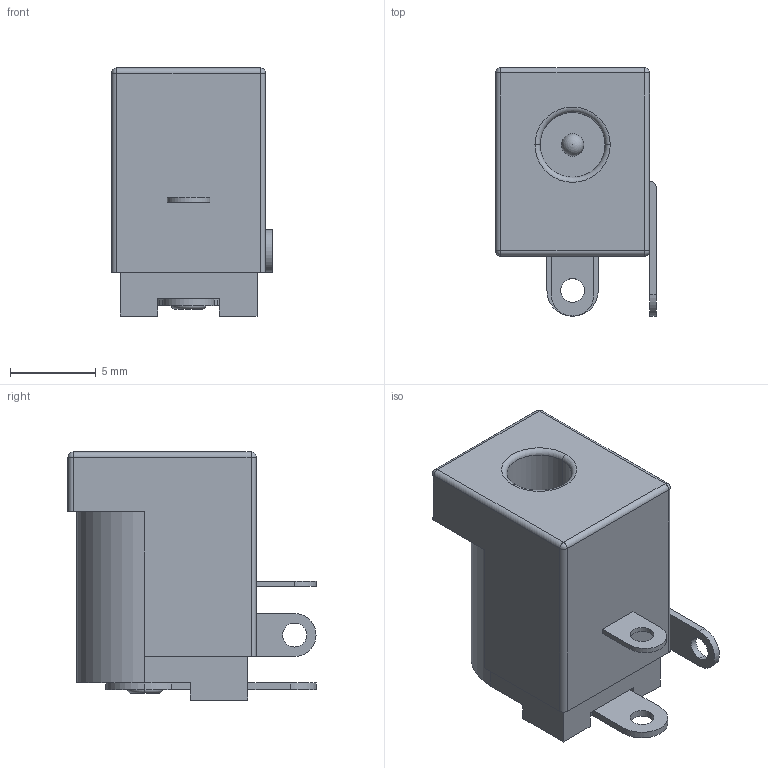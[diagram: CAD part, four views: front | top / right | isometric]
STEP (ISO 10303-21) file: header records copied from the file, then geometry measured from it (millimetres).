
FILE_DESCRIPTION (( 'STEP AP214' ), '1' );
FILE_NAME ('CUI_DEVICES_PJ-035D.step', '2019-10-20T23:22:00', ( '' ), ( '' ), 'SwSTEP 2.0', 'SolidWorks 2019', '' );
FILE_SCHEMA (( 'AUTOMOTIVE_DESIGN' ));
Length unit declared in the file: inch
Products named in the file (1): CUI_DEVICES_PJ-035D
Bounding box: 9.4 x 14.5 x 14.5 mm (x, y, z)
Volume: 1080 mm3; surface area: 1031.5 mm2
Topology: 4 solids, 4 shells, 77 faces, 186 edges, 115 vertices
Faces by surface type: plane 38, cylinder 28, torus 6, sphere 5
Entity records: 2328 total; most frequent: DIRECTION 406, CARTESIAN_POINT 372, ORIENTED_EDGE 360, EDGE_CURVE 180, AXIS2_PLACEMENT_3D 148, VERTEX_POINT 114, LINE 110, VECTOR 110
